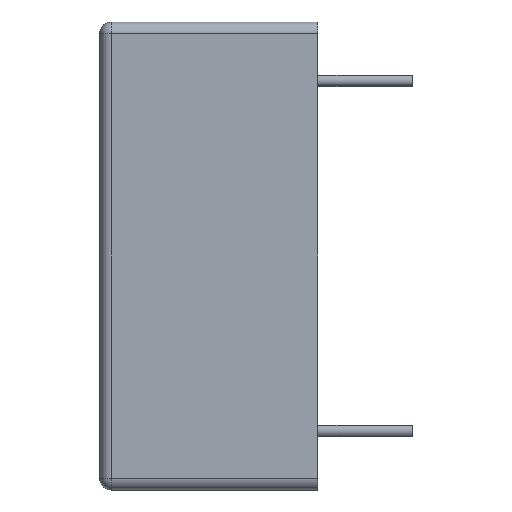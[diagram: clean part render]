
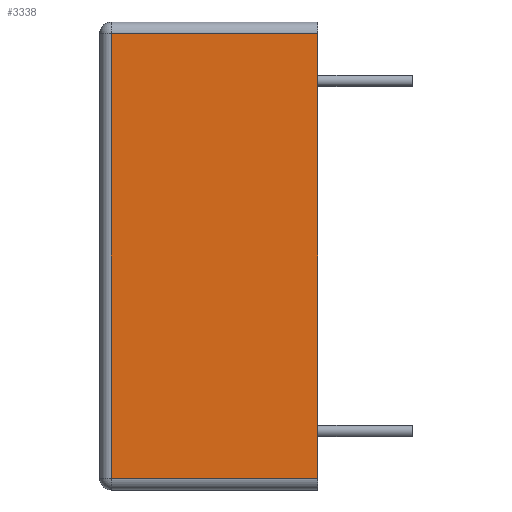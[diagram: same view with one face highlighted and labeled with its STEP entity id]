
A CAD part, left-side view. The second image highlights one B-rep face of the part: STEP entity #3338.
In plain terms, the highlighted planar face has unit normal (-1, 0, 0).
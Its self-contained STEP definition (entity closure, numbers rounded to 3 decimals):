
#3082=CARTESIAN_POINT('',(-15.9,8.95,-9.65));
#3083=VERTEX_POINT('',#3082);
#3124=CARTESIAN_POINT('',(-15.9,8.95,9.65));
#3125=VERTEX_POINT('',#3124);
#3149=CARTESIAN_POINT('',(-15.9,8.95,-9.65));
#3150=DIRECTION('',(0.0,0.0,1.0));
#3151=VECTOR('',#3150,19.3);
#3152=LINE('',#3149,#3151);
#3153=EDGE_CURVE('',#3083,#3125,#3152,.T.);
#3165=CARTESIAN_POINT('',(-15.9,0.,9.65));
#3166=VERTEX_POINT('',#3165);
#3183=CARTESIAN_POINT('',(-15.9,8.95,9.65));
#3184=DIRECTION('',(0.0,-1.0,0.0));
#3185=VECTOR('',#3184,8.95);
#3186=LINE('',#3183,#3185);
#3187=EDGE_CURVE('',#3125,#3166,#3186,.T.);
#3233=CARTESIAN_POINT('',(-15.9,0.,-9.65));
#3234=VERTEX_POINT('',#3233);
#3242=CARTESIAN_POINT('',(-15.9,0.,-9.65));
#3243=DIRECTION('',(0.0,1.0,0.0));
#3244=VECTOR('',#3243,8.95);
#3245=LINE('',#3242,#3244);
#3246=EDGE_CURVE('',#3234,#3083,#3245,.T.);
#3322=CARTESIAN_POINT('',(-15.9,9.45,0.0));
#3323=DIRECTION('',(-1.0,0.0,0.0));
#3324=DIRECTION('',(0.0,-1.0,0.0));
#3325=AXIS2_PLACEMENT_3D('',#3322,#3323,#3324);
#3326=PLANE('',#3325);
#3327=ORIENTED_EDGE('',*,*,#3187,.F.);
#3328=ORIENTED_EDGE('',*,*,#3153,.F.);
#3329=ORIENTED_EDGE('',*,*,#3246,.F.);
#3330=CARTESIAN_POINT('',(-15.9,0.,9.65));
#3331=DIRECTION('',(0.0,0.0,-1.0));
#3332=VECTOR('',#3331,19.3);
#3333=LINE('',#3330,#3332);
#3334=EDGE_CURVE('',#3166,#3234,#3333,.T.);
#3335=ORIENTED_EDGE('',*,*,#3334,.F.);
#3336=EDGE_LOOP('',(#3327,#3328,#3329,#3335));
#3337=FACE_OUTER_BOUND('',#3336,.T.);
#3338=ADVANCED_FACE('',(#3337),#3326,.T.);
